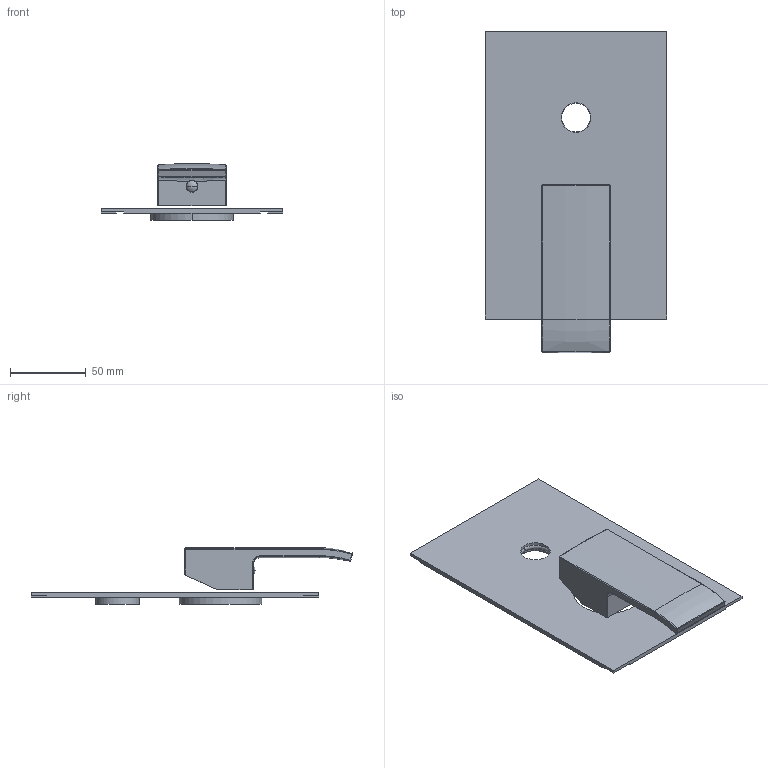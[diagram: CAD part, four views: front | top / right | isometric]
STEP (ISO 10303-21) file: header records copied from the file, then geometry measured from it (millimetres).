
FILE_DESCRIPTION((''),'2;1');
FILE_NAME('EL015CR-MEST','2021-11-04T10:06:10',('ut3'),('PAFFONI SpA'),'CREO PARAMETRIC BY PTC INC, 2020044','CREO PARAMETRIC BY PTC INC, 2020044','');
FILE_SCHEMA(('CONFIG_CONTROL_DESIGN','SHAPE_APPEARANCE_LAYERS_GROUPS'));
Length unit declared in the file: millimetre
Products named in the file (1): EL015CR-MEST
Bounding box: 120 x 212.33 x 37.41 mm (x, y, z)
Volume: 82880.9 mm3; surface area: 68538.7 mm2
Topology: 2 solids, 2 shells, 200 faces, 474 edges, 289 vertices
Faces by surface type: plane 80, cylinder 71, bspline 13, cone 13, sphere 12, torus 11
Entity records: 8279 total; most frequent: CARTESIAN_POINT 2256, DIRECTION 947, ORIENTED_EDGE 944, EDGE_CURVE 472, AXIS2_PLACEMENT_3D 346, VERTEX_POINT 289, VECTOR 255, LINE 255
